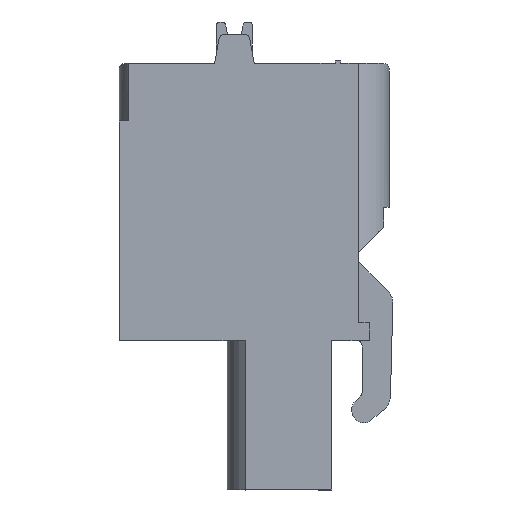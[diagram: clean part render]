
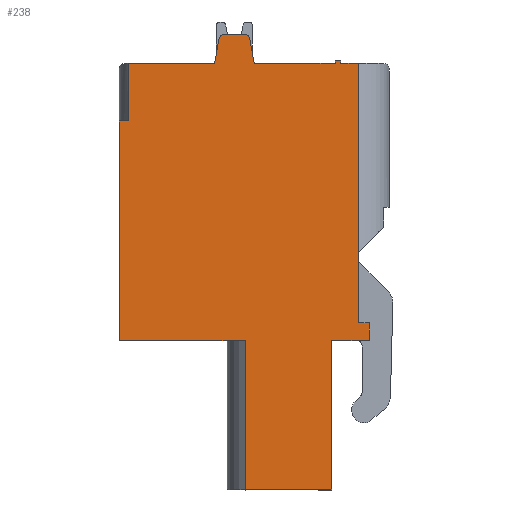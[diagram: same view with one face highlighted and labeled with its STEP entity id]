
A CAD part, left-side view. The second image highlights one B-rep face of the part: STEP entity #238.
In plain terms, the highlighted planar face has unit normal (-1, 0, 0).
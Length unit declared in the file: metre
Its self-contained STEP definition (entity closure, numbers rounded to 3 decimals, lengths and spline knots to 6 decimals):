
#238=ADVANCED_FACE('',(#647),#648,.F.);
#647=FACE_OUTER_BOUND('',#1246,.T.);
#648=PLANE('',#1247);
#1246=EDGE_LOOP('',(#1908,#1909,#1910,#1911,#1912,#1913,#1914,#1915,#1916,#1917,#1918,#1919,#1920,#1921,#1922,#1923,#1924,#1925,#1926,#1927,#1928,#1929));
#1247=AXIS2_PLACEMENT_3D('',#1930,#1931,#1932);
#1908=ORIENTED_EDGE('',*,*,#3677,.T.);
#1909=ORIENTED_EDGE('',*,*,#3678,.T.);
#1910=ORIENTED_EDGE('',*,*,#3679,.T.);
#1911=ORIENTED_EDGE('',*,*,#3680,.F.);
#1912=ORIENTED_EDGE('',*,*,#3681,.F.);
#1913=ORIENTED_EDGE('',*,*,#3682,.T.);
#1914=ORIENTED_EDGE('',*,*,#3683,.T.);
#1915=ORIENTED_EDGE('',*,*,#3640,.T.);
#1916=ORIENTED_EDGE('',*,*,#3684,.T.);
#1917=ORIENTED_EDGE('',*,*,#3685,.T.);
#1918=ORIENTED_EDGE('',*,*,#3686,.F.);
#1919=ORIENTED_EDGE('',*,*,#3687,.F.);
#1920=ORIENTED_EDGE('',*,*,#3688,.F.);
#1921=ORIENTED_EDGE('',*,*,#3689,.T.);
#1922=ORIENTED_EDGE('',*,*,#3690,.T.);
#1923=ORIENTED_EDGE('',*,*,#3691,.T.);
#1924=ORIENTED_EDGE('',*,*,#3692,.T.);
#1925=ORIENTED_EDGE('',*,*,#3693,.T.);
#1926=ORIENTED_EDGE('',*,*,#3694,.T.);
#1927=ORIENTED_EDGE('',*,*,#3695,.T.);
#1928=ORIENTED_EDGE('',*,*,#3696,.F.);
#1929=ORIENTED_EDGE('',*,*,#3697,.T.);
#1930=CARTESIAN_POINT('',(0.,0.0112,-0.0215));
#1931=DIRECTION('',(1.0,0.,0.));
#1932=DIRECTION('',(0.,0.,1.0));
#3640=EDGE_CURVE('',#4378,#4379,#4380,.T.);
#3677=EDGE_CURVE('',#4445,#4446,#4447,.T.);
#3678=EDGE_CURVE('',#4446,#4448,#4449,.T.);
#3679=EDGE_CURVE('',#4448,#4450,#4451,.T.);
#3680=EDGE_CURVE('',#4452,#4450,#4453,.T.);
#3681=EDGE_CURVE('',#4454,#4452,#4455,.T.);
#3682=EDGE_CURVE('',#4454,#4456,#4457,.T.);
#3683=EDGE_CURVE('',#4456,#4378,#4458,.T.);
#3684=EDGE_CURVE('',#4379,#4459,#4460,.T.);
#3685=EDGE_CURVE('',#4459,#4461,#4462,.T.);
#3686=EDGE_CURVE('',#4463,#4461,#4464,.T.);
#3687=EDGE_CURVE('',#4465,#4463,#4466,.T.);
#3688=EDGE_CURVE('',#4467,#4465,#4468,.T.);
#3689=EDGE_CURVE('',#4467,#4469,#4470,.T.);
#3690=EDGE_CURVE('',#4469,#4471,#4472,.T.);
#3691=EDGE_CURVE('',#4471,#4473,#4474,.T.);
#3692=EDGE_CURVE('',#4473,#4475,#4476,.T.);
#3693=EDGE_CURVE('',#4475,#4477,#4478,.T.);
#3694=EDGE_CURVE('',#4477,#4479,#4480,.T.);
#3695=EDGE_CURVE('',#4479,#4481,#4482,.T.);
#3696=EDGE_CURVE('',#4483,#4481,#4484,.T.);
#3697=EDGE_CURVE('',#4483,#4445,#4485,.T.);
#4378=VERTEX_POINT('',#5460);
#4379=VERTEX_POINT('',#5461);
#4380=LINE('',#5462,#5463);
#4445=VERTEX_POINT('',#5558);
#4446=VERTEX_POINT('',#5559);
#4447=LINE('',#5560,#5561);
#4448=VERTEX_POINT('',#5562);
#4449=LINE('',#5563,#5564);
#4450=VERTEX_POINT('',#5565);
#4451=LINE('',#5566,#5567);
#4452=VERTEX_POINT('',#5568);
#4453=LINE('',#5569,#5570);
#4454=VERTEX_POINT('',#5571);
#4455=LINE('',#5572,#5573);
#4456=VERTEX_POINT('',#5574);
#4457=LINE('',#5575,#5576);
#4458=CIRCLE('',#5577,0.0003);
#4459=VERTEX_POINT('',#5578);
#4460=CIRCLE('',#5579,0.0003);
#4461=VERTEX_POINT('',#5580);
#4462=LINE('',#5581,#5582);
#4463=VERTEX_POINT('',#5583);
#4464=LINE('',#5584,#5585);
#4465=VERTEX_POINT('',#5586);
#4466=LINE('',#5587,#5588);
#4467=VERTEX_POINT('',#5589);
#4468=LINE('',#5590,#5591);
#4469=VERTEX_POINT('',#5592);
#4470=LINE('',#5593,#5594);
#4471=VERTEX_POINT('',#5595);
#4472=LINE('',#5596,#5597);
#4473=VERTEX_POINT('',#5598);
#4474=LINE('',#5599,#5600);
#4475=VERTEX_POINT('',#5601);
#4476=LINE('',#5602,#5603);
#4477=VERTEX_POINT('',#5604);
#4478=LINE('',#5605,#5606);
#4479=VERTEX_POINT('',#5607);
#4480=LINE('',#5608,#5609);
#4481=VERTEX_POINT('',#5610);
#4482=LINE('',#5611,#5612);
#4483=VERTEX_POINT('',#5613);
#4484=LINE('',#5614,#5615);
#4485=LINE('',#5616,#5617);
#5460=CARTESIAN_POINT('',(0.,0.005034,-0.0067));
#5461=CARTESIAN_POINT('',(0.,0.006166,-0.0067));
#5462=CARTESIAN_POINT('',(0.,0.004822,-0.0067));
#5463=VECTOR('',#6980,1.0);
#5558=CARTESIAN_POINT('',(0.,-0.0013,-0.0083));
#5559=CARTESIAN_POINT('',(0.,-0.0003,-0.0083));
#5560=CARTESIAN_POINT('',(0.,0.0117,-0.0083));
#5561=VECTOR('',#7026,1.0);
#5562=CARTESIAN_POINT('',(0.,-0.0003,-0.00815));
#5563=CARTESIAN_POINT('',(0.,-0.0003,-0.0215));
#5564=VECTOR('',#7027,1.0);
#5565=CARTESIAN_POINT('',(0.,0.,-0.00815));
#5566=CARTESIAN_POINT('',(0.,0.,-0.00815));
#5567=VECTOR('',#7028,1.0);
#5568=CARTESIAN_POINT('',(0.,0.,-0.0083));
#5569=CARTESIAN_POINT('',(0.,0.,-0.0083));
#5570=VECTOR('',#7029,1.0);
#5571=CARTESIAN_POINT('',(0.,0.0045,-0.0083));
#5572=CARTESIAN_POINT('',(0.,0.0115,-0.0083));
#5573=VECTOR('',#7030,1.0);
#5574=CARTESIAN_POINT('',(0.,0.004738,-0.006948));
#5575=CARTESIAN_POINT('',(0.,0.004782,-0.0067));
#5576=VECTOR('',#7031,1.0);
#5577=AXIS2_PLACEMENT_3D('',#7032,#7033,#7034);
#5578=CARTESIAN_POINT('',(0.,0.006462,-0.006948));
#5579=AXIS2_PLACEMENT_3D('',#7035,#7036,#7037);
#5580=CARTESIAN_POINT('',(0.,0.0067,-0.0083));
#5581=CARTESIAN_POINT('',(0.,0.0067,-0.0083));
#5582=VECTOR('',#7038,1.0);
#5583=CARTESIAN_POINT('',(0.,0.0115,-0.0083));
#5584=CARTESIAN_POINT('',(0.,0.0115,-0.0083));
#5585=VECTOR('',#7039,1.0);
#5586=CARTESIAN_POINT('',(0.,0.0115,-0.0115));
#5587=CARTESIAN_POINT('',(0.,0.0115,-0.0115));
#5588=VECTOR('',#7040,1.0);
#5589=CARTESIAN_POINT('',(0.,0.012,-0.0115));
#5590=CARTESIAN_POINT('',(0.,0.0092,-0.0115));
#5591=VECTOR('',#7041,1.0);
#5592=CARTESIAN_POINT('',(0.,0.012,-0.0237));
#5593=CARTESIAN_POINT('',(0.,0.012,-0.0238));
#5594=VECTOR('',#7042,1.0);
#5595=CARTESIAN_POINT('',(0.,0.005,-0.0237));
#5596=CARTESIAN_POINT('',(0.,0.005,-0.0237));
#5597=VECTOR('',#7043,1.0);
#5598=CARTESIAN_POINT('',(0.,0.005,-0.032));
#5599=CARTESIAN_POINT('',(0.,0.005,-0.032));
#5600=VECTOR('',#7044,1.0);
#5601=CARTESIAN_POINT('',(0.,0.0002,-0.032));
#5602=CARTESIAN_POINT('',(0.,0.0002,-0.032));
#5603=VECTOR('',#7045,1.0);
#5604=CARTESIAN_POINT('',(0.,0.0002,-0.0237));
#5605=CARTESIAN_POINT('',(0.,0.0002,-0.0237));
#5606=VECTOR('',#7046,1.0);
#5607=CARTESIAN_POINT('',(0.,-0.0019,-0.0237));
#5608=CARTESIAN_POINT('',(0.,-0.0007,-0.0237));
#5609=VECTOR('',#7047,1.0);
#5610=CARTESIAN_POINT('',(0.,-0.0019,-0.0227));
#5611=CARTESIAN_POINT('',(0.,-0.0019,-0.0238));
#5612=VECTOR('',#7048,1.0);
#5613=CARTESIAN_POINT('',(0.,-0.0013,-0.0227));
#5614=CARTESIAN_POINT('',(0.,-0.0003,-0.0227));
#5615=VECTOR('',#7049,1.0);
#5616=CARTESIAN_POINT('',(0.,-0.0013,-0.0238));
#5617=VECTOR('',#7050,1.0);
#6980=DIRECTION('',(0.0,1.0,0.0));
#7026=DIRECTION('',(0.,1.0,0.));
#7027=DIRECTION('',(0.,0.0,1.0));
#7028=DIRECTION('',(0.0,1.0,0.0));
#7029=DIRECTION('',(0.,0.0,1.0));
#7030=DIRECTION('',(0.0,-1.0,0.0));
#7031=DIRECTION('',(0.,0.174,0.985));
#7032=CARTESIAN_POINT('',(0.,0.005034,-0.007));
#7033=DIRECTION('',(-1.0,0.0,0.));
#7034=DIRECTION('',(0.,0.0,-1.0));
#7035=CARTESIAN_POINT('',(0.,0.006166,-0.007));
#7036=DIRECTION('',(-1.0,0.0,0.));
#7037=DIRECTION('',(0.,0.0,-1.0));
#7038=DIRECTION('',(0.,0.174,-0.985));
#7039=DIRECTION('',(0.0,-1.0,0.0));
#7040=DIRECTION('',(0.,0.0,1.0));
#7041=DIRECTION('',(0.,-1.0,0.));
#7042=DIRECTION('',(0.,0.,-1.0));
#7043=DIRECTION('',(0.0,-1.0,0.0));
#7044=DIRECTION('',(0.0,0.,-1.0));
#7045=DIRECTION('',(0.0,-1.0,0.));
#7046=DIRECTION('',(0.0,0.0,1.0));
#7047=DIRECTION('',(0.0,-1.0,0.0));
#7048=DIRECTION('',(0.,0.,1.0));
#7049=DIRECTION('',(0.,-1.0,0.));
#7050=DIRECTION('',(0.,0.,1.0));
